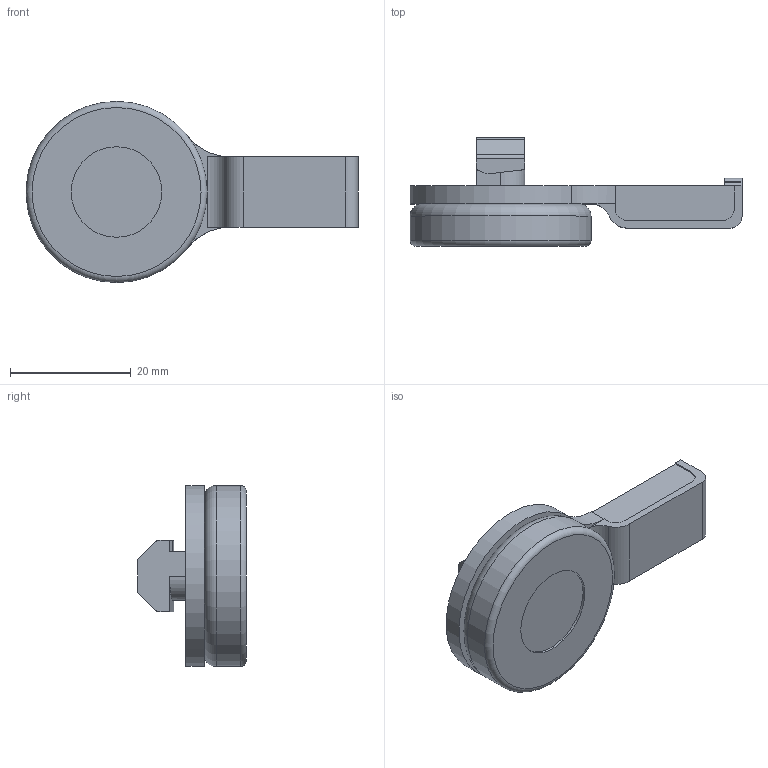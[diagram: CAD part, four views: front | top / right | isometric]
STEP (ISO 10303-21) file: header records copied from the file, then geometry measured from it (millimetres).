
FILE_DESCRIPTION(/* description */ ('KriTec Nut-Direktfuß 8 Raster 30'),/* implementation_level */ '2;1');
FILE_NAME(/* name */ '91044_KriTec_Nut_Direktfuss_8_Raster_30.stp',/* time_stamp */ '2019-11-29T09:46:41+01:00',/* author */ ('Steiner'),/* organization */ (''),/* preprocessor_version */ 'ST-DEVELOPER v17',/* originating_system */ 'Autodesk Inventor 2018',/* authorisation */ ' ');
FILE_SCHEMA (('AUTOMOTIVE_DESIGN { 1 0 10303 214 3 1 1 }'));
Length unit declared in the file: millimetre
Products named in the file (1): 91044_KriTec_Nut_Direktfuss_8_Raster_30
Bounding box: 55 x 18 x 30 mm (x, y, z)
Volume: 8785.1 mm3; surface area: 3960.5 mm2
Topology: 1 solids, 1 shells, 63 faces, 176 edges, 118 vertices
Faces by surface type: plane 36, cylinder 25, torus 2
Full cylindrical faces by diameter (mm): 15 x1, 30 x1
Entity records: 2105 total; most frequent: CARTESIAN_POINT 374, DIRECTION 363, ORIENTED_EDGE 352, EDGE_CURVE 176, AXIS2_PLACEMENT_3D 125, VERTEX_POINT 118, LINE 113, VECTOR 113
